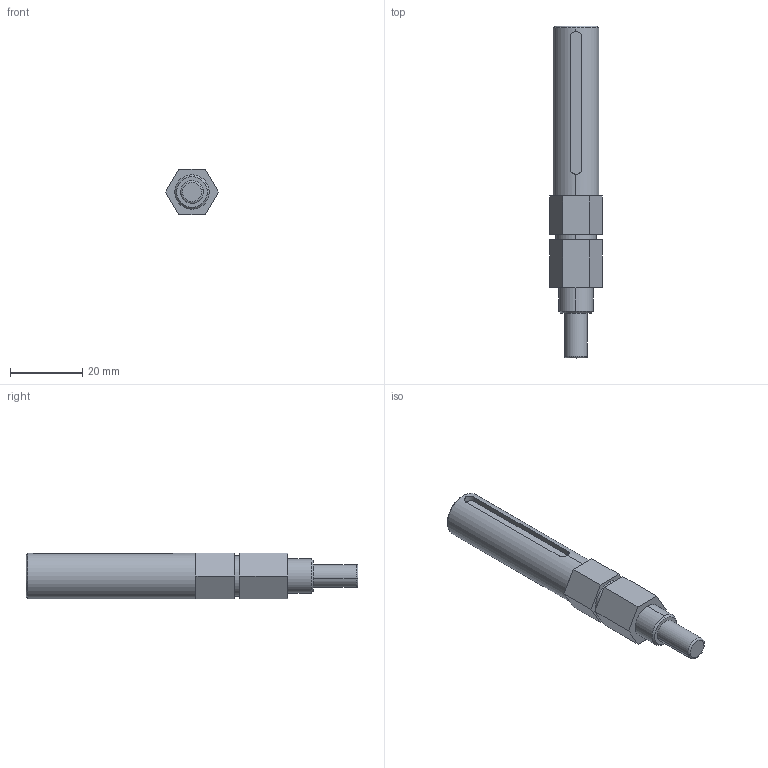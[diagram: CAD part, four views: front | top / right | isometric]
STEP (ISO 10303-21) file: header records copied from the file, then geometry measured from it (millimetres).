
FILE_DESCRIPTION (( 'STEP AP214' ), '1' );
FILE_NAME ('am-0153a Toughbox® Series, Keyed Output Shaft with Magnet.STEP', '2017-06-05T14:07:25', ( '' ), ( '' ), 'SwSTEP 2.0', 'SolidWorks 2017', '' );
FILE_SCHEMA (( 'AUTOMOTIVE_DESIGN' ));
Length unit declared in the file: inch
Products named in the file (3): 250x1000_dowel; am-0153a TB Output Shaft with Magnet; am-0153a Toughbox® Series, Keyed Output Shaft with Magnet
Assembly tree (2 placements, depth 2):
  am-0153a Toughbox® Series, Keyed Output Shaft with Magnet
    am-0153a TB Output Shaft with Magnet
    250x1000_dowel
Bounding box: 14.66 x 92.02 x 12.7 mm (x, y, z)
Volume: 9762.1 mm3; surface area: 4737.4 mm2
Topology: 2 solids, 2 shells, 49 faces, 111 edges, 68 vertices
Faces by surface type: plane 23, cylinder 14, cone 8, torus 4
Entity records: 1535 total; most frequent: CARTESIAN_POINT 283, DIRECTION 249, ORIENTED_EDGE 214, EDGE_CURVE 107, AXIS2_PLACEMENT_3D 92, VERTEX_POINT 68, VECTOR 65, LINE 65
